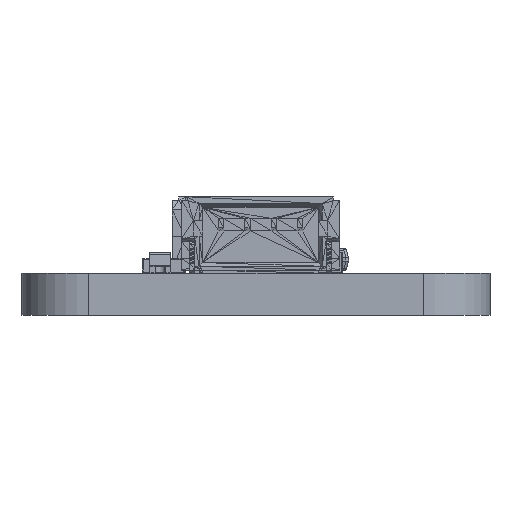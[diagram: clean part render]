
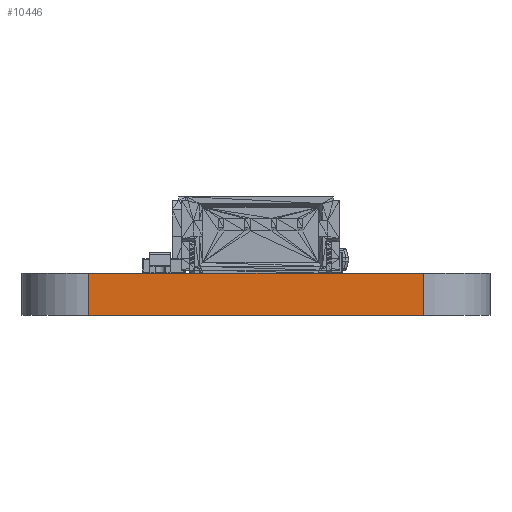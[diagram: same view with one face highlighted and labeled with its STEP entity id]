
A CAD part, left-side view. The second image highlights one B-rep face of the part: STEP entity #10446.
In plain terms, the highlighted planar face has unit normal (-1, 0, 0).
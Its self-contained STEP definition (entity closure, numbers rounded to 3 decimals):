
#1890 = EDGE_CURVE ( 'NONE', #38314, #7019, #22847, .T. ) ;
#2124 = DIRECTION ( 'NONE',  ( 0., -1., 0. ) ) ;
#3207 = VECTOR ( 'NONE', #38529, 1000. ) ;
#4014 = DIRECTION ( 'NONE',  ( 0., 0., 1. ) ) ;
#4501 = AXIS2_PLACEMENT_3D ( 'NONE', #18306, #32618, #39193 ) ;
#4866 = VECTOR ( 'NONE', #37147, 1000. ) ;
#6007 = CARTESIAN_POINT ( 'NONE',  ( 0., 2.54, 0. ) ) ;
#7019 = VERTEX_POINT ( 'NONE', #37473 ) ;
#10047 = ORIENTED_EDGE ( 'NONE', *, *, #26371, .F. ) ;
#10446 = ADVANCED_FACE ( 'NONE', ( #32389 ), #36132, .T. ) ;
#12425 = VERTEX_POINT ( 'NONE', #6007 ) ;
#15475 = VECTOR ( 'NONE', #4014, 1000. ) ;
#18306 = CARTESIAN_POINT ( 'NONE',  ( 0., 15.24, -1.6 ) ) ;
#19328 = CARTESIAN_POINT ( 'NONE',  ( 0., 15.24, 0. ) ) ;
#19941 = LINE ( 'NONE', #44107, #37740 ) ;
#20675 = VERTEX_POINT ( 'NONE', #19328 ) ;
#21909 = ORIENTED_EDGE ( 'NONE', *, *, #37033, .T. ) ;
#22847 = LINE ( 'NONE', #29287, #4866 ) ;
#26371 = EDGE_CURVE ( 'NONE', #38314, #20675, #32410, .T. ) ;
#27290 = LINE ( 'NONE', #38062, #3207 ) ;
#29199 = EDGE_LOOP ( 'NONE', ( #44952, #10047, #33786, #21909 ) ) ;
#29287 = CARTESIAN_POINT ( 'NONE',  ( 0., 15.24, -1.6 ) ) ;
#32389 = FACE_OUTER_BOUND ( 'NONE', #29199, .T. ) ;
#32410 = LINE ( 'NONE', #32859, #15475 ) ;
#32618 = DIRECTION ( 'NONE',  ( -1., 0., 0. ) ) ;
#32859 = CARTESIAN_POINT ( 'NONE',  ( 0., 15.24, -1.6 ) ) ;
#33786 = ORIENTED_EDGE ( 'NONE', *, *, #1890, .T. ) ;
#33872 = CARTESIAN_POINT ( 'NONE',  ( 0., 15.24, -1.6 ) ) ;
#36132 = PLANE ( 'NONE',  #4501 ) ;
#37033 = EDGE_CURVE ( 'NONE', #7019, #12425, #27290, .T. ) ;
#37147 = DIRECTION ( 'NONE',  ( 0., -1., 0. ) ) ;
#37473 = CARTESIAN_POINT ( 'NONE',  ( 0., 2.54, -1.6 ) ) ;
#37740 = VECTOR ( 'NONE', #2124, 1000. ) ;
#38062 = CARTESIAN_POINT ( 'NONE',  ( 0., 2.54, -1.6 ) ) ;
#38314 = VERTEX_POINT ( 'NONE', #33872 ) ;
#38529 = DIRECTION ( 'NONE',  ( 0., 0., 1. ) ) ;
#39193 = DIRECTION ( 'NONE',  ( 0., 0., 1. ) ) ;
#41237 = EDGE_CURVE ( 'NONE', #20675, #12425, #19941, .T. ) ;
#44107 = CARTESIAN_POINT ( 'NONE',  ( 0., 15.24, 0. ) ) ;
#44952 = ORIENTED_EDGE ( 'NONE', *, *, #41237, .F. ) ;
